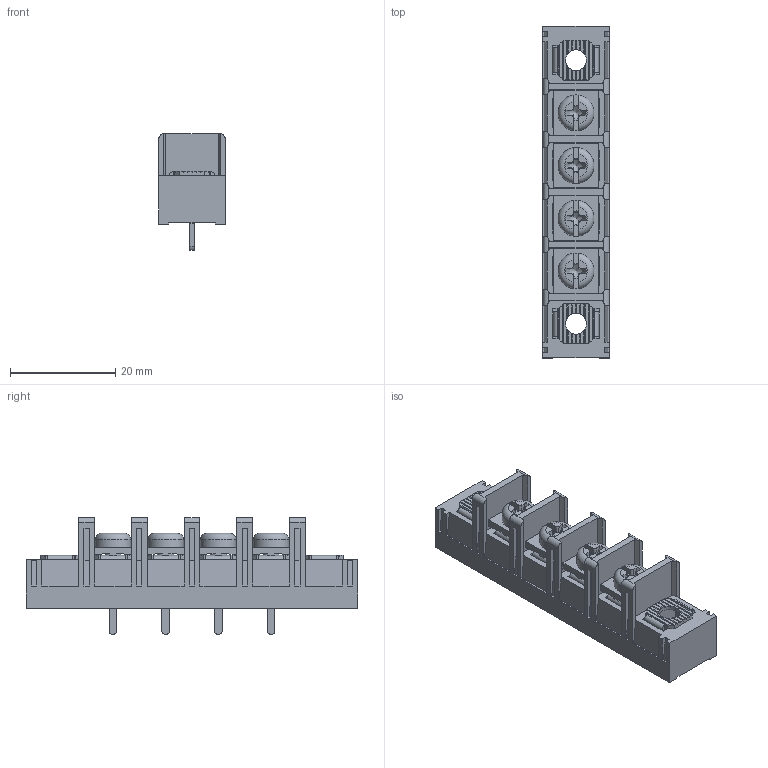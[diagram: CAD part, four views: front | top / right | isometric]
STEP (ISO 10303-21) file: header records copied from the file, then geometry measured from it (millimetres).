
FILE_DESCRIPTION( ( 'Unknown' ), '1' );
FILE_NAME( 'T25-RM1104.stp', 'Unknown', ( 'Unknown' ), ( 'Unknown' ), 'XStep 1.0', 'Unknown', ' ' );
FILE_SCHEMA( ( 'automotive_design' ) );
Length unit declared in the file: millimetre
Products named in the file (1): 1
Bounding box: 12.6 x 63 x 22.2 mm (x, y, z)
Volume: 5374.6 mm3; surface area: 8997.3 mm2
Topology: 1 solids, 1 shells, 834 faces, 2435 edges, 1584 vertices
Faces by surface type: plane 733, cylinder 57, cone 20, bspline 16, torus 8
Full cylindrical faces by diameter (mm): 1 x7, 3.1 x8, 4 x4, 6.8 x4
Entity records: 27903 total; most frequent: CARTESIAN_POINT 6119, ORIENTED_EDGE 4768, DIRECTION 4166, EDGE_CURVE 2384, LINE 1864, VECTOR 1864, VERTEX_POINT 1564, AXIS2_PLACEMENT_3D 1151
